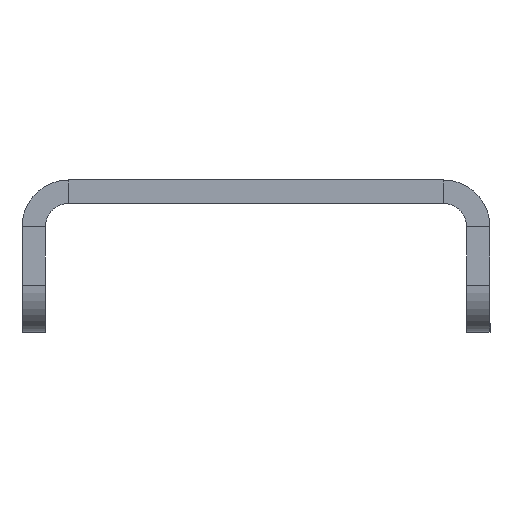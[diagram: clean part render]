
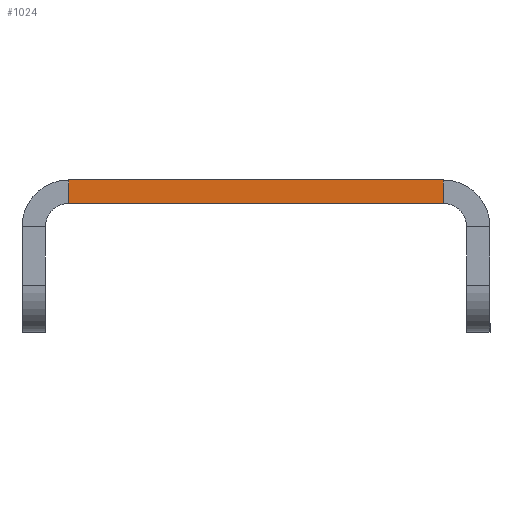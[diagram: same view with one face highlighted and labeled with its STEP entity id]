
A CAD part, front view. The second image highlights one B-rep face of the part: STEP entity #1024.
In plain terms, the highlighted planar face has unit normal (0, -1, 0).
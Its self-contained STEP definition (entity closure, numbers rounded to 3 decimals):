
#22 = CARTESIAN_POINT ( 'NONE',  ( -16., -413., -2. ) ) ;
#117 = CARTESIAN_POINT ( 'NONE',  ( 20., -413., -2. ) ) ;
#127 = VECTOR ( 'NONE', #913, 1000. ) ;
#135 = LINE ( 'NONE', #117, #929 ) ;
#166 = ORIENTED_EDGE ( 'NONE', *, *, #1173, .T. ) ;
#177 = EDGE_CURVE ( 'NONE', #1023, #180, #1122, .T. ) ;
#180 = VERTEX_POINT ( 'NONE', #1229 ) ;
#253 = VERTEX_POINT ( 'NONE', #994 ) ;
#416 = DIRECTION ( 'NONE',  ( 0., 0., 1. ) ) ;
#456 = PLANE ( 'NONE',  #1120 ) ;
#461 = VECTOR ( 'NONE', #416, 1000. ) ;
#494 = VERTEX_POINT ( 'NONE', #1193 ) ;
#498 = CARTESIAN_POINT ( 'NONE',  ( 16., -413., -2. ) ) ;
#506 = DIRECTION ( 'NONE',  ( 1., 0., 0. ) ) ;
#598 = CARTESIAN_POINT ( 'NONE',  ( 16., -413., -2. ) ) ;
#599 = DIRECTION ( 'NONE',  ( 0., -1., 0. ) ) ;
#610 = VECTOR ( 'NONE', #1110, 1000. ) ;
#613 = LINE ( 'NONE', #22, #461 ) ;
#664 = ORIENTED_EDGE ( 'NONE', *, *, #1041, .F. ) ;
#683 = ORIENTED_EDGE ( 'NONE', *, *, #177, .T. ) ;
#768 = CARTESIAN_POINT ( 'NONE',  ( 20., -413., -2. ) ) ;
#769 = EDGE_CURVE ( 'NONE', #494, #253, #613, .T. ) ;
#809 = CARTESIAN_POINT ( 'NONE',  ( 20., -413., 0. ) ) ;
#859 = FACE_OUTER_BOUND ( 'NONE', #1195, .T. ) ;
#913 = DIRECTION ( 'NONE',  ( 0., 0., 1. ) ) ;
#929 = VECTOR ( 'NONE', #506, 1000. ) ;
#934 = ORIENTED_EDGE ( 'NONE', *, *, #769, .F. ) ;
#994 = CARTESIAN_POINT ( 'NONE',  ( -16., -413., 0. ) ) ;
#1001 = DIRECTION ( 'NONE',  ( 0., 0., -1. ) ) ;
#1023 = VERTEX_POINT ( 'NONE', #498 ) ;
#1024 = ADVANCED_FACE ( 'NONE', ( #859 ), #456, .T. ) ;
#1041 = EDGE_CURVE ( 'NONE', #253, #180, #1070, .T. ) ;
#1070 = LINE ( 'NONE', #809, #610 ) ;
#1110 = DIRECTION ( 'NONE',  ( 1., 0., 0. ) ) ;
#1120 = AXIS2_PLACEMENT_3D ( 'NONE', #768, #599, #1001 ) ;
#1122 = LINE ( 'NONE', #598, #127 ) ;
#1173 = EDGE_CURVE ( 'NONE', #494, #1023, #135, .T. ) ;
#1193 = CARTESIAN_POINT ( 'NONE',  ( -16., -413., -2. ) ) ;
#1195 = EDGE_LOOP ( 'NONE', ( #934, #166, #683, #664 ) ) ;
#1229 = CARTESIAN_POINT ( 'NONE',  ( 16., -413., 0. ) ) ;
